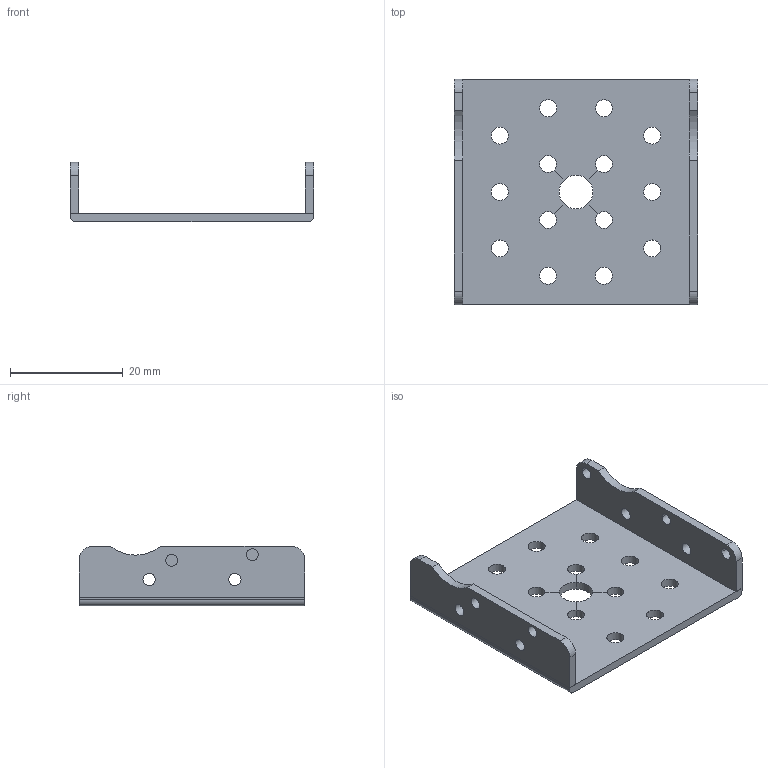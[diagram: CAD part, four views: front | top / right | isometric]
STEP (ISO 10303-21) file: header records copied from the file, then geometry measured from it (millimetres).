
FILE_DESCRIPTION(/* description */ (''),/* implementation_level */ '2;1');
FILE_NAME(/* name */ 'SR319-40x43.stp',/* time_stamp */ '2018-06-17T16:00:14-07:00',/* author */ (''),/* organization */ (''),/* preprocessor_version */ 'ST-DEVELOPER v14.6',/* originating_system */ '',/* authorisation */ '');
FILE_SCHEMA (('AUTOMOTIVE_DESIGN { 1 2 10303 214 1 1 1 1 }'));
Length unit declared in the file: centimetre
Products named in the file (1): 1234-K789
Bounding box: 43.2 x 40 x 10.5 mm (x, y, z)
Volume: 995.5 mm3; surface area: 5380 mm2
Topology: 2 solids, 3 shells, 69 faces, 187 edges, 112 vertices
Faces by surface type: cylinder 38, plane 31
Full cylindrical faces by diameter (mm): 2.1 x5, 2.18 x4, 3 x14
Entity records: 2165 total; most frequent: DIRECTION 388, CARTESIAN_POINT 346, ORIENTED_EDGE 332, EDGE_CURVE 166, AXIS2_PLACEMENT_3D 152, EDGE_LOOP 132, VERTEX_POINT 110, LINE 84
